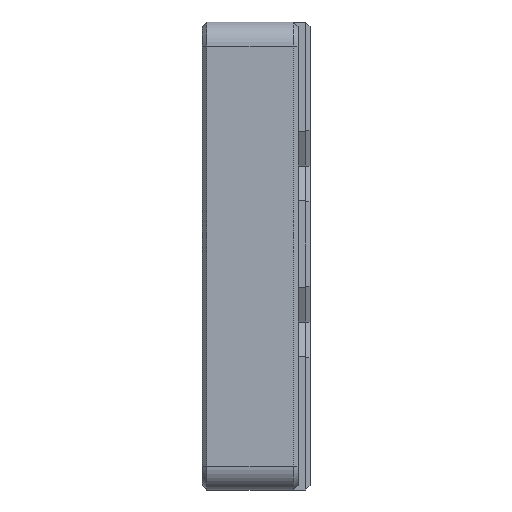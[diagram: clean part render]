
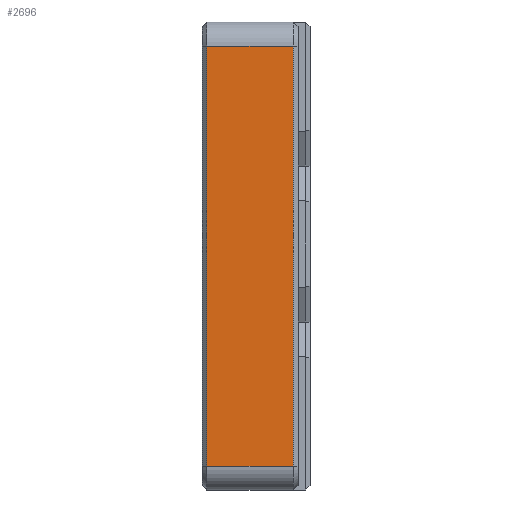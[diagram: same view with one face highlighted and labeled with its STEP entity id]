
A CAD part, left-side view. The second image highlights one B-rep face of the part: STEP entity #2696.
In plain terms, the highlighted planar face has unit normal (-1, 0, 0).
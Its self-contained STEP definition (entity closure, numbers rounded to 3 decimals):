
#62=PLANE('',#2920);
#197=FACE_OUTER_BOUND('',#361,.T.);
#361=EDGE_LOOP('',(#2009,#2010,#2011,#2012));
#534=LINE('',#4033,#850);
#543=LINE('',#4058,#859);
#544=LINE('',#4060,#860);
#545=LINE('',#4061,#861);
#850=VECTOR('',#3259,10.);
#859=VECTOR('',#3288,10.);
#860=VECTOR('',#3289,10.);
#861=VECTOR('',#3290,10.);
#1268=VERTEX_POINT('',#4027);
#1269=VERTEX_POINT('',#4031);
#1275=VERTEX_POINT('',#4057);
#1276=VERTEX_POINT('',#4059);
#1534=EDGE_CURVE('',#1269,#1268,#534,.T.);
#1546=EDGE_CURVE('',#1275,#1269,#543,.T.);
#1547=EDGE_CURVE('',#1276,#1275,#544,.T.);
#1548=EDGE_CURVE('',#1268,#1276,#545,.T.);
#2009=ORIENTED_EDGE('',*,*,#1534,.F.);
#2010=ORIENTED_EDGE('',*,*,#1546,.F.);
#2011=ORIENTED_EDGE('',*,*,#1547,.F.);
#2012=ORIENTED_EDGE('',*,*,#1548,.F.);
#2696=ADVANCED_FACE('',(#197),#62,.T.);
#2920=AXIS2_PLACEMENT_3D('',#4056,#3286,#3287);
#3259=DIRECTION('',(0.,0.,1.));
#3286=DIRECTION('center_axis',(-1.,0.,0.));
#3287=DIRECTION('ref_axis',(0.,0.,-1.));
#3288=DIRECTION('',(0.,1.,0.));
#3289=DIRECTION('',(0.,0.,-1.));
#3290=DIRECTION('',(0.,-1.,0.));
#4027=CARTESIAN_POINT('',(-30.,-0.4,16.5));
#4031=CARTESIAN_POINT('',(-30.,-0.4,-18.5));
#4033=CARTESIAN_POINT('',(-30.,-0.4,8.75));
#4056=CARTESIAN_POINT('Origin',(-30.,0.,18.5));
#4057=CARTESIAN_POINT('',(-30.,-7.6,-18.5));
#4058=CARTESIAN_POINT('',(-30.,0.,-18.5));
#4059=CARTESIAN_POINT('',(-30.,-7.6,16.5));
#4060=CARTESIAN_POINT('',(-30.,-7.6,8.75));
#4061=CARTESIAN_POINT('',(-30.,0.,16.5));
